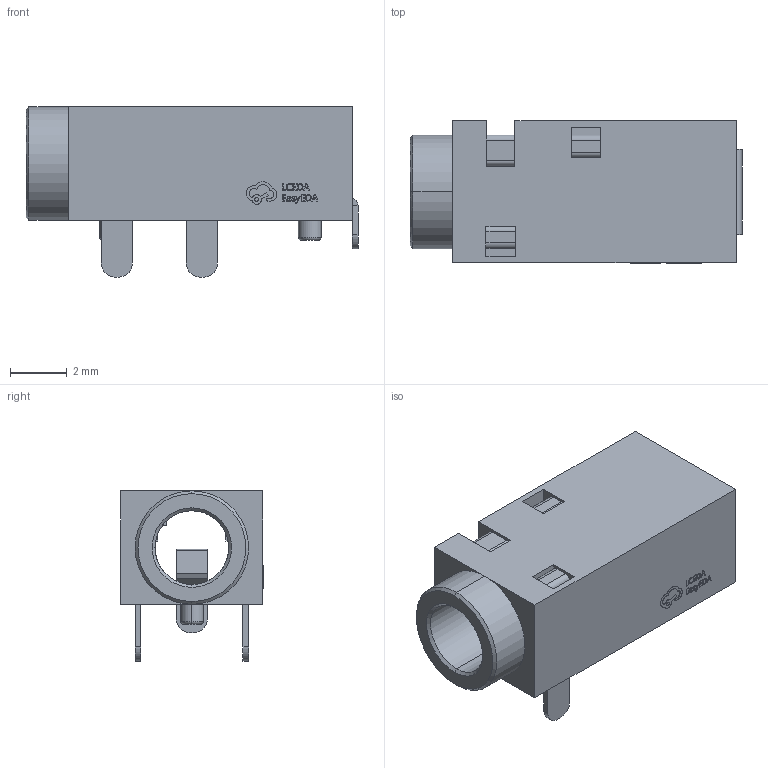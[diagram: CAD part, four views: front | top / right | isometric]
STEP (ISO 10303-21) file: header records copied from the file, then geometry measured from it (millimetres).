
FILE_DESCRIPTION (( 'STEP AP214' ), '1' );
FILE_NAME ('AUDIO-TH_PJ-2013-L6S.STEP', '2023-04-23T15:43:50', ( '' ), ( '' ), 'SwSTEP 2.0', 'SolidWorks 2020', '' );
FILE_SCHEMA (( 'AUTOMOTIVE_DESIGN' ));
Length unit declared in the file: millimetre
Products named in the file (1): AUDIO-TH_PJ-2013-L6S
Bounding box: 11.7 x 5.01 x 6 mm (x, y, z)
Volume: 134.1 mm3; surface area: 435.2 mm2
Topology: 1 solids, 1 shells, 360 faces, 982 edges, 648 vertices
Faces by surface type: plane 227, bspline 98, cylinder 27, torus 4, cone 4
Entity records: 15793 total; most frequent: CARTESIAN_POINT 3309, ORIENTED_EDGE 1964, DIRECTION 1382, EDGE_CURVE 982, VECTOR 700, LINE 700, VERTEX_POINT 648, EDGE_LOOP 390
